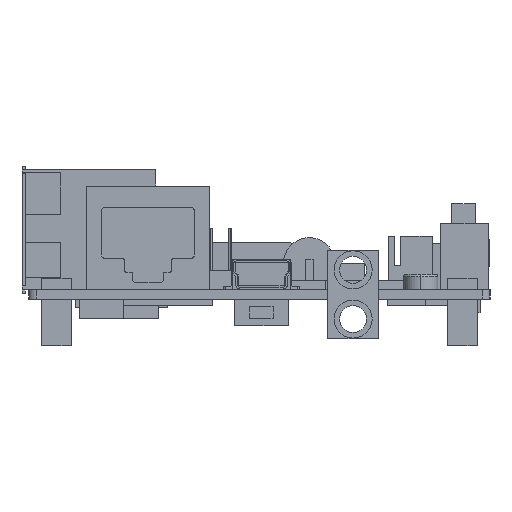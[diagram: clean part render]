
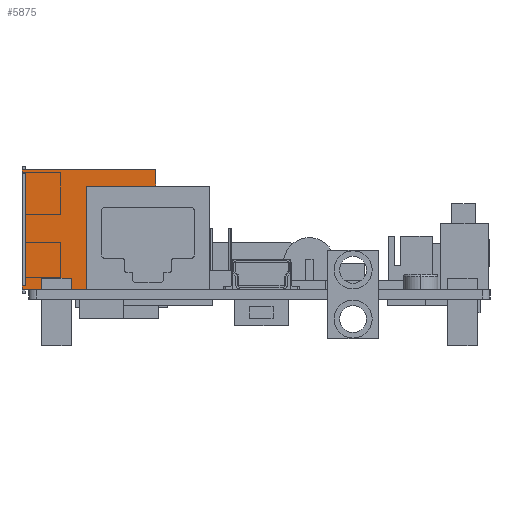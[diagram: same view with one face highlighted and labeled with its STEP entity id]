
A CAD part, left-side view. The second image highlights one B-rep face of the part: STEP entity #5875.
In plain terms, the highlighted planar face has unit normal (-1, 0, 0).
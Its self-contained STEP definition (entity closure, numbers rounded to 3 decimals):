
#408=DIRECTION('',(0.,-1.,0.));
#409=VECTOR('',#408,16.499);
#410=CARTESIAN_POINT('',(7.378,30.,-8.9));
#411=LINE('',#410,#409);
#1145=DIRECTION('',(0.,-1.,0.));
#1146=VECTOR('',#1145,0.864);
#1147=CARTESIAN_POINT('',(7.378,30.864,-8.9));
#1148=LINE('',#1147,#1146);
#1285=DIRECTION('',(0.,-1.,0.));
#1286=VECTOR('',#1285,17.363);
#1287=CARTESIAN_POINT('',(7.378,30.864,6.7));
#1288=LINE('',#1287,#1286);
#1337=DIRECTION('',(0.,-1.,0.));
#1338=VECTOR('',#1337,0.4);
#1339=CARTESIAN_POINT('',(7.378,30.864,-8.4));
#1340=LINE('',#1339,#1338);
#1341=DIRECTION('',(0.,0.,1.));
#1342=VECTOR('',#1341,14.6);
#1343=CARTESIAN_POINT('',(7.378,30.464,-8.4));
#1344=LINE('',#1343,#1342);
#1345=DIRECTION('',(0.,-1.,0.));
#1346=VECTOR('',#1345,0.4);
#1347=CARTESIAN_POINT('',(7.378,30.864,6.2));
#1348=LINE('',#1347,#1346);
#1349=DIRECTION('',(0.,0.,1.));
#1350=VECTOR('',#1349,0.5);
#1351=CARTESIAN_POINT('',(7.378,30.864,6.2));
#1352=LINE('',#1351,#1350);
#1353=DIRECTION('',(0.,0.,1.));
#1354=VECTOR('',#1353,0.5);
#1355=CARTESIAN_POINT('',(7.378,30.864,-8.9));
#1356=LINE('',#1355,#1354);
#1393=DIRECTION('',(0.,0.,1.));
#1394=VECTOR('',#1393,15.6);
#1395=CARTESIAN_POINT('',(7.378,13.501,-8.9));
#1396=LINE('',#1395,#1394);
#3597=CARTESIAN_POINT('',(7.378,30.864,6.7));
#3598=CARTESIAN_POINT('',(7.378,13.501,6.7));
#3599=VERTEX_POINT('',#3597);
#3600=VERTEX_POINT('',#3598);
#3605=CARTESIAN_POINT('',(7.378,30.,-8.9));
#3606=CARTESIAN_POINT('',(7.378,13.501,-8.9));
#3607=VERTEX_POINT('',#3605);
#3608=VERTEX_POINT('',#3606);
#3613=CARTESIAN_POINT('',(7.378,30.864,-8.9));
#3614=VERTEX_POINT('',#3613);
#3633=CARTESIAN_POINT('',(7.378,30.864,-8.4));
#3634=CARTESIAN_POINT('',(7.378,30.464,-8.4));
#3635=VERTEX_POINT('',#3633);
#3636=VERTEX_POINT('',#3634);
#3637=CARTESIAN_POINT('',(7.378,30.864,6.2));
#3638=CARTESIAN_POINT('',(7.378,30.464,6.2));
#3639=VERTEX_POINT('',#3637);
#3640=VERTEX_POINT('',#3638);
#5856=CARTESIAN_POINT('',(7.378,30.864,-8.9));
#5857=DIRECTION('',(-1.,0.,0.));
#5858=DIRECTION('',(0.,-1.,0.));
#5859=AXIS2_PLACEMENT_3D('',#5856,#5857,#5858);
#5860=PLANE('',#5859);
#5861=ORIENTED_EDGE('',*,*,#5832,.T.);
#5863=ORIENTED_EDGE('',*,*,#5862,.T.);
#5865=ORIENTED_EDGE('',*,*,#5864,.F.);
#5866=ORIENTED_EDGE('',*,*,#5700,.T.);
#5867=ORIENTED_EDGE('',*,*,#5799,.T.);
#5869=ORIENTED_EDGE('',*,*,#5868,.F.);
#5870=ORIENTED_EDGE('',*,*,#4565,.F.);
#5871=ORIENTED_EDGE('',*,*,#5612,.F.);
#5872=ORIENTED_EDGE('',*,*,#5708,.T.);
#5873=EDGE_LOOP('',(#5861,#5863,#5865,#5866,#5867,#5869,#5870,#5871,#5872));
#5874=FACE_OUTER_BOUND('',#5873,.F.);
#5875=ADVANCED_FACE('',(#5874),#5860,.T.);
#4565=EDGE_CURVE('',#3607,#3608,#411,.T.);
#5612=EDGE_CURVE('',#3614,#3607,#1148,.T.);
#5700=EDGE_CURVE('',#3639,#3599,#1352,.T.);
#5708=EDGE_CURVE('',#3614,#3635,#1356,.T.);
#5799=EDGE_CURVE('',#3599,#3600,#1288,.T.);
#5832=EDGE_CURVE('',#3635,#3636,#1340,.T.);
#5862=EDGE_CURVE('',#3636,#3640,#1344,.T.);
#5864=EDGE_CURVE('',#3639,#3640,#1348,.T.);
#5868=EDGE_CURVE('',#3608,#3600,#1396,.T.);
